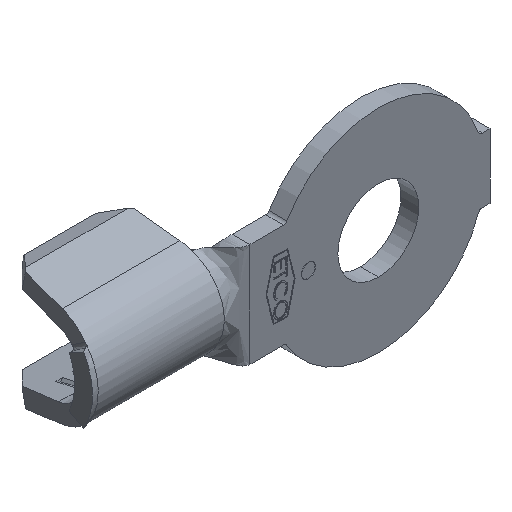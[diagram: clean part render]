
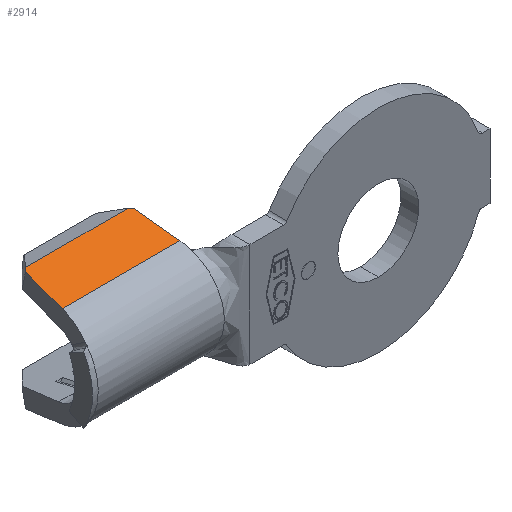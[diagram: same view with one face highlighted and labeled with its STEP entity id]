
A CAD part, isometric view. The second image highlights one B-rep face of the part: STEP entity #2914.
In plain terms, the highlighted planar face has unit normal (0, -0.219, 0.976).
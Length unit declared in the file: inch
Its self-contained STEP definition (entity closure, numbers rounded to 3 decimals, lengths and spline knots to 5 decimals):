
#204 = CARTESIAN_POINT ( 'NONE',  ( -0.28583, 0.09351, 0.09462 ) ) ;
#230 = CARTESIAN_POINT ( 'NONE',  ( -0.28355, 0.07188, 0.08977 ) ) ;
#253 = ORIENTED_EDGE ( 'NONE', *, *, #307, .F. ) ;
#255 = VERTEX_POINT ( 'NONE', #3652 ) ;
#307 = EDGE_CURVE ( 'NONE', #2759, #255, #5694, .T. ) ;
#462 = LINE ( 'NONE', #204, #5739 ) ;
#741 = ORIENTED_EDGE ( 'NONE', *, *, #1554, .T. ) ;
#752 = ORIENTED_EDGE ( 'NONE', *, *, #6571, .T. ) ;
#846 = CARTESIAN_POINT ( 'NONE',  ( -0.481, 0.15096, 0.1075 ) ) ;
#1009 = LINE ( 'NONE', #1037, #6085 ) ;
#1037 = CARTESIAN_POINT ( 'NONE',  ( -0.502, 0.07188, 0.08977 ) ) ;
#1094 = VECTOR ( 'NONE', #1882, 39.37008 ) ;
#1121 = CARTESIAN_POINT ( 'NONE',  ( -0.49452, 0.07113, 0.0896 ) ) ;
#1191 = VERTEX_POINT ( 'NONE', #230 ) ;
#1420 = AXIS2_PLACEMENT_3D ( 'NONE', #5638, #6118, #3106 ) ;
#1554 = EDGE_CURVE ( 'NONE', #2759, #5093, #3692, .T. ) ;
#1744 = DIRECTION ( 'NONE',  ( 0.102, -0.971, -0.218 ) ) ;
#1859 = ORIENTED_EDGE ( 'NONE', *, *, #3940, .F. ) ;
#1882 = DIRECTION ( 'NONE',  ( -0.707, 0.69, 0.155 ) ) ;
#1962 = LINE ( 'NONE', #4963, #1094 ) ;
#2069 = PLANE ( 'NONE',  #1420 ) ;
#2082 = FACE_OUTER_BOUND ( 'NONE', #4940, .T. ) ;
#2249 = CARTESIAN_POINT ( 'NONE',  ( -0.29128, 0.14538, 0.10625 ) ) ;
#2323 = EDGE_CURVE ( 'NONE', #4913, #5093, #5897, .T. ) ;
#2331 = VECTOR ( 'NONE', #3895, 39.37008 ) ;
#2759 = VERTEX_POINT ( 'NONE', #846 ) ;
#2837 = VECTOR ( 'NONE', #3535, 39.37008 ) ;
#2914 = ADVANCED_FACE ( 'NONE', ( #2082 ), #2069, .T. ) ;
#3106 = DIRECTION ( 'NONE',  ( 0., -0.976, -0.219 ) ) ;
#3458 = CARTESIAN_POINT ( 'NONE',  ( -0.48672, 0.14538, 0.10625 ) ) ;
#3526 = CARTESIAN_POINT ( 'NONE',  ( -0.502, 0.15096, 0.1075 ) ) ;
#3535 = DIRECTION ( 'NONE',  ( 1., 0., 0. ) ) ;
#3578 = DIRECTION ( 'NONE',  ( 1., 0., 0. ) ) ;
#3652 = CARTESIAN_POINT ( 'NONE',  ( -0.297, 0.15096, 0.1075 ) ) ;
#3692 = LINE ( 'NONE', #3850, #2331 ) ;
#3781 = CARTESIAN_POINT ( 'NONE',  ( -0.49445, 0.07188, 0.08977 ) ) ;
#3850 = CARTESIAN_POINT ( 'NONE',  ( -0.53203, 0.10118, 0.09634 ) ) ;
#3895 = DIRECTION ( 'NONE',  ( -0.707, -0.69, -0.155 ) ) ;
#3940 = EDGE_CURVE ( 'NONE', #3951, #1191, #462, .T. ) ;
#3951 = VERTEX_POINT ( 'NONE', #2249 ) ;
#4324 = ORIENTED_EDGE ( 'NONE', *, *, #6350, .T. ) ;
#4913 = VERTEX_POINT ( 'NONE', #3781 ) ;
#4940 = EDGE_LOOP ( 'NONE', ( #1859, #4324, #253, #741, #4969, #752 ) ) ;
#4963 = CARTESIAN_POINT ( 'NONE',  ( -0.359, 0.21145, 0.12106 ) ) ;
#4969 = ORIENTED_EDGE ( 'NONE', *, *, #2323, .F. ) ;
#5093 = VERTEX_POINT ( 'NONE', #3458 ) ;
#5638 = CARTESIAN_POINT ( 'NONE',  ( -0.502, 0.07188, 0.08977 ) ) ;
#5694 = LINE ( 'NONE', #3526, #2837 ) ;
#5739 = VECTOR ( 'NONE', #1744, 39.37008 ) ;
#5746 = VECTOR ( 'NONE', #6197, 39.37008 ) ;
#5897 = LINE ( 'NONE', #1121, #5746 ) ;
#6085 = VECTOR ( 'NONE', #3578, 39.37008 ) ;
#6118 = DIRECTION ( 'NONE',  ( 0., -0.219, 0.976 ) ) ;
#6197 = DIRECTION ( 'NONE',  ( 0.102, 0.971, 0.218 ) ) ;
#6350 = EDGE_CURVE ( 'NONE', #3951, #255, #1962, .T. ) ;
#6571 = EDGE_CURVE ( 'NONE', #4913, #1191, #1009, .T. ) ;
